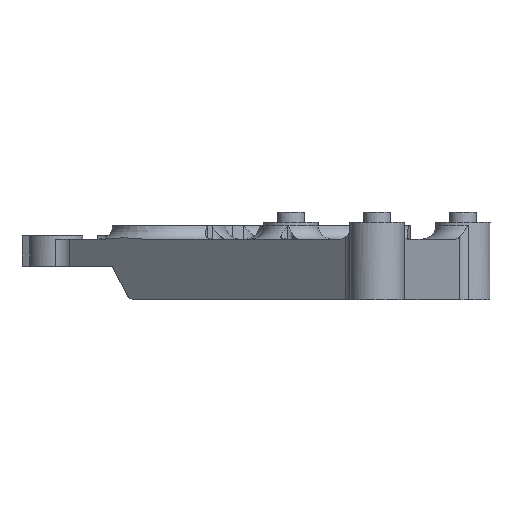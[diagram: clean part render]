
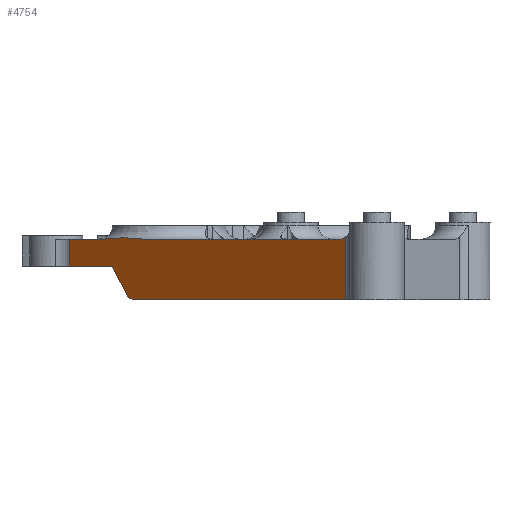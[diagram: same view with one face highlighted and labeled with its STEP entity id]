
A CAD part, left-side view. The second image highlights one B-rep face of the part: STEP entity #4754.
In plain terms, the highlighted planar face has unit normal (-0.711, 0.704, 0).
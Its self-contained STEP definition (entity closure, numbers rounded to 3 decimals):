
#27=(
BOUNDED_CURVE()
B_SPLINE_CURVE(2,(#8759,#8760,#8761),.UNSPECIFIED.,.F.,.F.)
B_SPLINE_CURVE_WITH_KNOTS((3,3),(0.,0.105),.UNSPECIFIED.)
CURVE()
GEOMETRIC_REPRESENTATION_ITEM()
RATIONAL_B_SPLINE_CURVE((1.,1.005,1.008))
REPRESENTATION_ITEM('')
);
#161=PLANE('',#5347);
#422=FACE_OUTER_BOUND('',#705,.T.);
#705=EDGE_LOOP('',(#4241,#4242,#4243,#4244,#4245,#4246,#4247,#4248,#4249,
#4250));
#797=B_SPLINE_CURVE_WITH_KNOTS('',3,(#8429,#8430,#8431,#8432,#8433,#8434),
 .UNSPECIFIED.,.F.,.F.,(4,2,4),(0.303,0.384,0.421),
 .UNSPECIFIED.);
#799=B_SPLINE_CURVE_WITH_KNOTS('',3,(#8450,#8451,#8452,#8453,#8454,#8455,
#8456,#8457,#8458,#8459),.UNSPECIFIED.,.F.,.F.,(4,2,2,2,4),(1.273,
1.393,1.662,1.93,2.051),
 .UNSPECIFIED.);
#1167=LINE('',#7059,#1484);
#1354=LINE('',#8414,#1671);
#1356=LINE('',#8446,#1673);
#1359=LINE('',#8558,#1676);
#1360=LINE('',#8584,#1677);
#1427=LINE('',#8755,#1744);
#1428=LINE('',#8758,#1745);
#1484=VECTOR('',#5519,10.);
#1671=VECTOR('',#6456,10.);
#1673=VECTOR('',#6474,10.);
#1676=VECTOR('',#6513,10.);
#1677=VECTOR('',#6540,10.);
#1744=VECTOR('',#6759,10.);
#1745=VECTOR('',#6762,10.);
#1831=VERTEX_POINT('',#7056);
#1832=VERTEX_POINT('',#7058);
#2187=VERTEX_POINT('',#8412);
#2188=VERTEX_POINT('',#8413);
#2194=VERTEX_POINT('',#8427);
#2195=VERTEX_POINT('',#8428);
#2196=VERTEX_POINT('',#8445);
#2197=VERTEX_POINT('',#8449);
#2225=VERTEX_POINT('',#8583);
#2230=VERTEX_POINT('',#8757);
#2313=EDGE_CURVE('',#1832,#1831,#1167,.T.);
#2795=EDGE_CURVE('',#2187,#2188,#1354,.T.);
#2802=EDGE_CURVE('',#2194,#2195,#797,.T.);
#2805=EDGE_CURVE('',#2195,#2196,#1356,.T.);
#2807=EDGE_CURVE('',#2197,#2188,#799,.F.);
#2830=EDGE_CURVE('',#2197,#2194,#1359,.T.);
#2843=EDGE_CURVE('',#2196,#2225,#1360,.T.);
#2921=EDGE_CURVE('',#1832,#2187,#1427,.T.);
#2922=EDGE_CURVE('',#1831,#2230,#1428,.F.);
#2923=EDGE_CURVE('',#2225,#2230,#27,.T.);
#4241=ORIENTED_EDGE('',*,*,#2922,.T.);
#4242=ORIENTED_EDGE('',*,*,#2923,.F.);
#4243=ORIENTED_EDGE('',*,*,#2843,.F.);
#4244=ORIENTED_EDGE('',*,*,#2805,.F.);
#4245=ORIENTED_EDGE('',*,*,#2802,.F.);
#4246=ORIENTED_EDGE('',*,*,#2830,.F.);
#4247=ORIENTED_EDGE('',*,*,#2807,.T.);
#4248=ORIENTED_EDGE('',*,*,#2795,.F.);
#4249=ORIENTED_EDGE('',*,*,#2921,.F.);
#4250=ORIENTED_EDGE('',*,*,#2313,.T.);
#4754=ADVANCED_FACE('',(#422),#161,.T.);
#5347=AXIS2_PLACEMENT_3D('',#8756,#6760,#6761);
#5519=DIRECTION('',(-0.704,-0.711,0.));
#6456=DIRECTION('',(-0.704,-0.711,0.));
#6474=DIRECTION('',(0.,0.,-1.));
#6513=DIRECTION('',(-0.704,-0.711,0.));
#6540=DIRECTION('',(0.704,0.711,0.));
#6759=DIRECTION('',(0.,0.,1.));
#6760=DIRECTION('center_axis',(-0.711,0.704,0.));
#6761=DIRECTION('ref_axis',(-0.704,-0.711,0.));
#6762=DIRECTION('',(0.413,0.417,0.81));
#7056=CARTESIAN_POINT('',(0.42,55.82,0.));
#7058=CARTESIAN_POINT('',(6.634,62.096,0.));
#7059=CARTESIAN_POINT('',(7.644,63.116,0.));
#8412=CARTESIAN_POINT('',(6.634,62.096,4.));
#8413=CARTESIAN_POINT('',(1.594,57.006,4.));
#8414=CARTESIAN_POINT('',(7.644,63.116,4.));
#8427=CARTESIAN_POINT('',(-32.96,22.105,4.));
#8428=CARTESIAN_POINT('',(-33.794,21.263,4.33));
#8429=CARTESIAN_POINT('Ctrl Pts',(-32.96,22.105,4.));
#8430=CARTESIAN_POINT('Ctrl Pts',(-33.15,21.913,4.));
#8431=CARTESIAN_POINT('Ctrl Pts',(-33.374,21.687,4.061));
#8432=CARTESIAN_POINT('Ctrl Pts',(-33.63,21.428,4.204));
#8433=CARTESIAN_POINT('Ctrl Pts',(-33.714,21.344,4.262));
#8434=CARTESIAN_POINT('Ctrl Pts',(-33.794,21.263,4.33));
#8445=CARTESIAN_POINT('',(-33.794,21.263,-5.));
#8446=CARTESIAN_POINT('',(-33.794,21.263,6.));
#8449=CARTESIAN_POINT('',(-4.234,51.119,4.));
#8450=CARTESIAN_POINT('Ctrl Pts',(1.594,57.006,4.));
#8451=CARTESIAN_POINT('Ctrl Pts',(1.312,56.72,4.));
#8452=CARTESIAN_POINT('Ctrl Pts',(0.973,56.378,4.023));
#8453=CARTESIAN_POINT('Ctrl Pts',(0.063,55.459,4.108));
#8454=CARTESIAN_POINT('Ctrl Pts',(-0.69,54.698,4.197));
#8455=CARTESIAN_POINT('Ctrl Pts',(-1.949,53.426,4.197));
#8456=CARTESIAN_POINT('Ctrl Pts',(-2.703,52.666,4.108));
#8457=CARTESIAN_POINT('Ctrl Pts',(-3.613,51.747,4.023));
#8458=CARTESIAN_POINT('Ctrl Pts',(-3.951,51.405,4.));
#8459=CARTESIAN_POINT('Ctrl Pts',(-4.234,51.119,4.));
#8558=CARTESIAN_POINT('',(7.644,63.116,4.));
#8583=CARTESIAN_POINT('',(-2.684,52.684,-5.));
#8584=CARTESIAN_POINT('',(-4.414,50.937,-5.));
#8755=CARTESIAN_POINT('',(6.634,62.096,4.5));
#8756=CARTESIAN_POINT('Origin',(7.644,63.116,0.));
#8757=CARTESIAN_POINT('',(-1.96,53.416,-4.673));
#8758=CARTESIAN_POINT('',(-5.755,49.583,-12.123));
#8759=CARTESIAN_POINT('Ctrl Pts',(-2.684,52.684,-5.));
#8760=CARTESIAN_POINT('Ctrl Pts',(-2.319,53.053,-4.777));
#8761=CARTESIAN_POINT('Ctrl Pts',(-1.96,53.416,-4.673));
